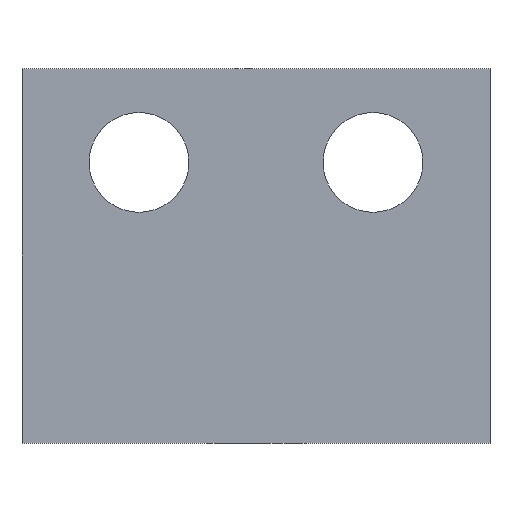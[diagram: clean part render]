
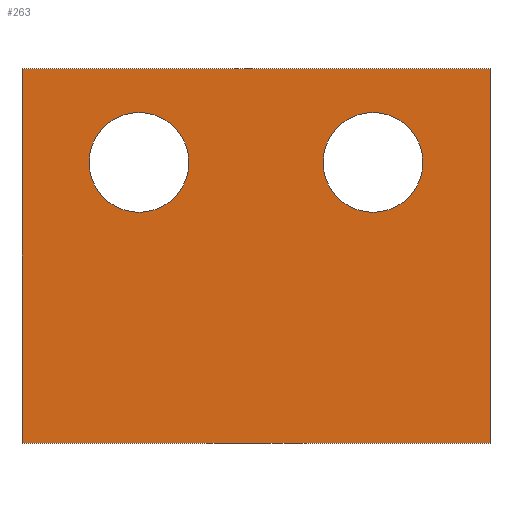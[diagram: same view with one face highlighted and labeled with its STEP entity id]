
A CAD part, front view. The second image highlights one B-rep face of the part: STEP entity #263.
In plain terms, the highlighted planar face has unit normal (0, -1, 0).
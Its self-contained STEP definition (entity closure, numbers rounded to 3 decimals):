
#18=FACE_BOUND('',#61,.T.);
#19=FACE_BOUND('',#62,.T.);
#31=PLANE('',#299);
#44=FACE_OUTER_BOUND('',#60,.T.);
#60=EDGE_LOOP('',(#244,#245,#246,#247));
#61=EDGE_LOOP('',(#248));
#62=EDGE_LOOP('',(#249));
#76=LINE('',#417,#100);
#80=LINE('',#433,#104);
#85=LINE('',#442,#109);
#86=LINE('',#444,#110);
#100=VECTOR('',#337,10.);
#104=VECTOR('',#355,10.);
#109=VECTOR('',#364,10.);
#110=VECTOR('',#367,10.);
#117=CIRCLE('',#291,1.6);
#119=CIRCLE('',#294,1.6);
#136=VERTEX_POINT('',#414);
#137=VERTEX_POINT('',#416);
#139=VERTEX_POINT('',#422);
#141=VERTEX_POINT('',#428);
#142=VERTEX_POINT('',#432);
#144=VERTEX_POINT('',#440);
#165=EDGE_CURVE('',#137,#136,#76,.T.);
#169=EDGE_CURVE('',#139,#139,#117,.T.);
#172=EDGE_CURVE('',#141,#141,#119,.T.);
#173=EDGE_CURVE('',#136,#142,#80,.T.);
#178=EDGE_CURVE('',#142,#144,#85,.T.);
#179=EDGE_CURVE('',#144,#137,#86,.T.);
#244=ORIENTED_EDGE('',*,*,#179,.T.);
#245=ORIENTED_EDGE('',*,*,#165,.T.);
#246=ORIENTED_EDGE('',*,*,#173,.T.);
#247=ORIENTED_EDGE('',*,*,#178,.T.);
#248=ORIENTED_EDGE('',*,*,#169,.F.);
#249=ORIENTED_EDGE('',*,*,#172,.F.);
#263=ADVANCED_FACE('',(#44,#18,#19),#31,.F.);
#291=AXIS2_PLACEMENT_3D('',#424,#344,#345);
#294=AXIS2_PLACEMENT_3D('',#430,#351,#352);
#299=AXIS2_PLACEMENT_3D('',#445,#368,#369);
#337=DIRECTION('',(0.,0.,1.));
#344=DIRECTION('center_axis',(0.,-1.,0.));
#345=DIRECTION('ref_axis',(-1.,0.,0.));
#351=DIRECTION('center_axis',(0.,-1.,0.));
#352=DIRECTION('ref_axis',(-1.,0.,0.));
#355=DIRECTION('',(-1.,0.,0.));
#364=DIRECTION('',(0.,0.,-1.));
#367=DIRECTION('',(1.,0.,0.));
#368=DIRECTION('center_axis',(0.,1.,0.));
#369=DIRECTION('ref_axis',(-1.,0.,0.));
#414=CARTESIAN_POINT('',(15.,3.,12.));
#416=CARTESIAN_POINT('',(15.,3.,0.));
#417=CARTESIAN_POINT('',(15.,3.,0.));
#422=CARTESIAN_POINT('',(5.35,3.,9.));
#424=CARTESIAN_POINT('Origin',(3.75,3.,9.));
#428=CARTESIAN_POINT('',(12.85,3.,9.));
#430=CARTESIAN_POINT('Origin',(11.25,3.,9.));
#432=CARTESIAN_POINT('',(0.,3.,12.));
#433=CARTESIAN_POINT('',(15.,3.,12.));
#440=CARTESIAN_POINT('',(0.,3.,0.));
#442=CARTESIAN_POINT('',(0.,3.,6.));
#444=CARTESIAN_POINT('',(0.,3.,0.));
#445=CARTESIAN_POINT('Origin',(7.5,3.,3.));
